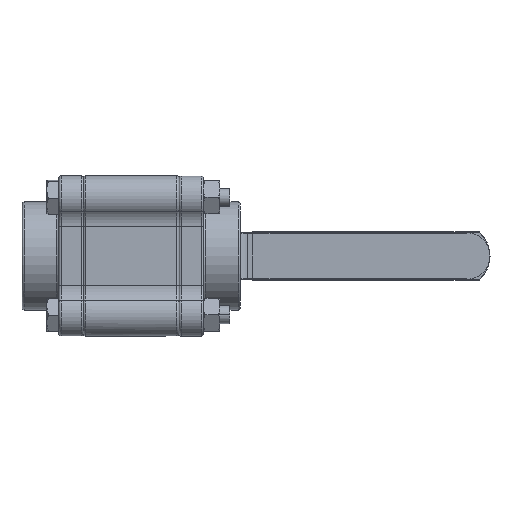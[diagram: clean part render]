
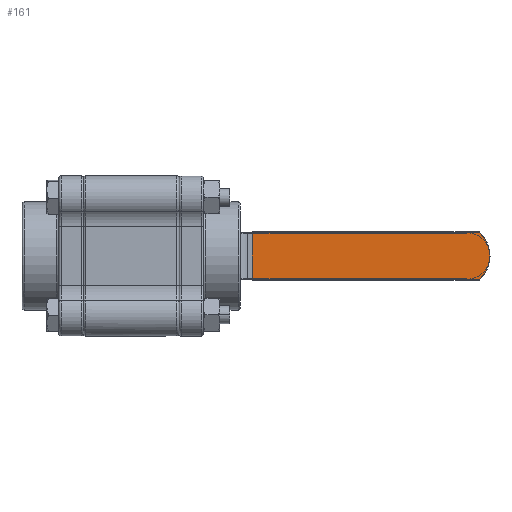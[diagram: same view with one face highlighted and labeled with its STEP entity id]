
A CAD part, front view. The second image highlights one B-rep face of the part: STEP entity #161.
In plain terms, the highlighted planar face has unit normal (0, -1, 0).
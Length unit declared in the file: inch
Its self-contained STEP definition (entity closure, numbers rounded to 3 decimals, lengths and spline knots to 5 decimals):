
#161 = ADVANCED_FACE ( 'NONE', ( #2242 ), #16691, .T. ) ;
#236 = DIRECTION ( 'NONE',  ( 1., 0., 0. ) ) ;
#481 = CARTESIAN_POINT ( 'NONE',  ( 0., -0.07874, 0.545 ) ) ;
#856 = AXIS2_PLACEMENT_3D ( 'NONE', #24430, #5779, #14391 ) ;
#2242 = FACE_OUTER_BOUND ( 'NONE', #9848, .T. ) ;
#2727 = DIRECTION ( 'NONE',  ( 0., -1., 0. ) ) ;
#3114 = VECTOR ( 'NONE', #21552, 39.37008 ) ;
#3506 = LINE ( 'NONE', #26374, #13303 ) ;
#3746 = VERTEX_POINT ( 'NONE', #14653 ) ;
#5779 = DIRECTION ( 'NONE',  ( 0., -1., 0. ) ) ;
#5950 = CARTESIAN_POINT ( 'NONE',  ( 0., -0.07874, -0.545 ) ) ;
#9084 = CIRCLE ( 'NONE', #23401, 0.72835 ) ;
#9262 = DIRECTION ( 'NONE',  ( 0., 0., -1. ) ) ;
#9371 = ORIENTED_EDGE ( 'NONE', *, *, #18583, .T. ) ;
#9469 = VECTOR ( 'NONE', #236, 39.37008 ) ;
#9848 = EDGE_LOOP ( 'NONE', ( #11593, #23667, #9371, #22202 ) ) ;
#10233 = VERTEX_POINT ( 'NONE', #16115 ) ;
#10517 = EDGE_CURVE ( 'NONE', #13786, #10233, #9084, .T. ) ;
#11593 = ORIENTED_EDGE ( 'NONE', *, *, #10517, .T. ) ;
#12930 = VERTEX_POINT ( 'NONE', #481 ) ;
#13303 = VECTOR ( 'NONE', #16060, 39.37008 ) ;
#13786 = VERTEX_POINT ( 'NONE', #16635 ) ;
#14391 = DIRECTION ( 'NONE',  ( 0., 0., -1. ) ) ;
#14653 = CARTESIAN_POINT ( 'NONE',  ( 0., -0.07874, -0.545 ) ) ;
#15630 = EDGE_CURVE ( 'NONE', #3746, #13786, #18742, .T. ) ;
#16060 = DIRECTION ( 'NONE',  ( -1., 0., 0. ) ) ;
#16115 = CARTESIAN_POINT ( 'NONE',  ( 5.10318, -0.07874, 0.545 ) ) ;
#16635 = CARTESIAN_POINT ( 'NONE',  ( 5.10318, -0.07874, -0.545 ) ) ;
#16691 = PLANE ( 'NONE',  #856 ) ;
#18583 = EDGE_CURVE ( 'Edge1', #12930, #3746, #19374, .T. ) ;
#18742 = LINE ( 'NONE', #5950, #9469 ) ;
#18967 = CARTESIAN_POINT ( 'NONE',  ( 0., -0.07874, 0.545 ) ) ;
#19374 = LINE ( 'NONE', #18967, #3114 ) ;
#21381 = CARTESIAN_POINT ( 'NONE',  ( 4.62, -0.07874, 0. ) ) ;
#21552 = DIRECTION ( 'NONE',  ( 0., 0., -1. ) ) ;
#22202 = ORIENTED_EDGE ( 'NONE', *, *, #15630, .T. ) ;
#23401 = AXIS2_PLACEMENT_3D ( 'NONE', #21381, #2727, #9262 ) ;
#23667 = ORIENTED_EDGE ( 'NONE', *, *, #25698, .T. ) ;
#24430 = CARTESIAN_POINT ( 'NONE',  ( 4.62, -0.07874, 0. ) ) ;
#25698 = EDGE_CURVE ( 'NONE', #10233, #12930, #3506, .T. ) ;
#26374 = CARTESIAN_POINT ( 'NONE',  ( 5.10318, -0.07874, 0.545 ) ) ;
